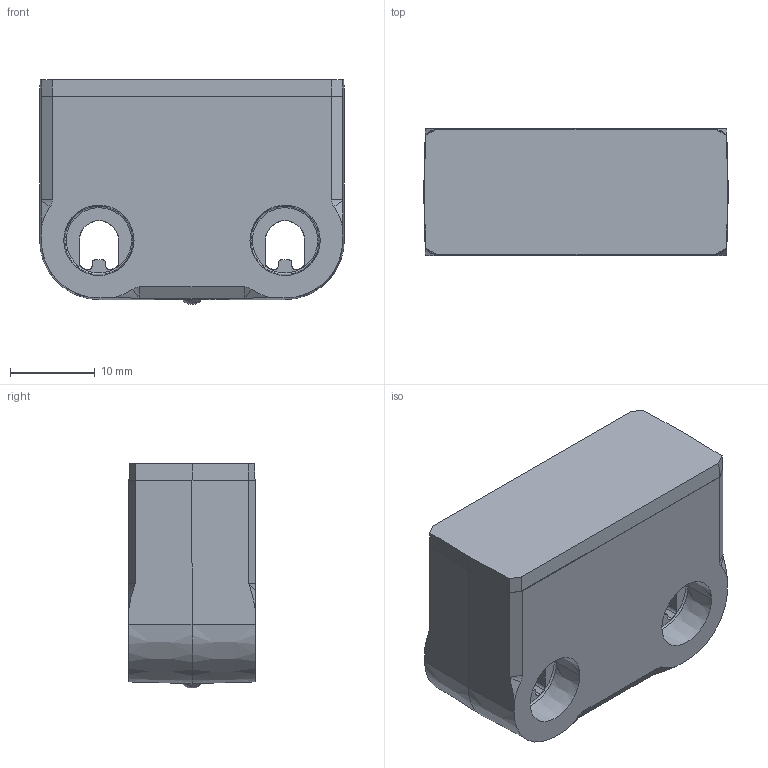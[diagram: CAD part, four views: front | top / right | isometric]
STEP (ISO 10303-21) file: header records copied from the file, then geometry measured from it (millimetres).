
FILE_DESCRIPTION((''),'2;1');
FILE_NAME('K-60700001_01','2023-08-30T11:09:45',('Michaela.Grimm'),(''),'CREO PARAMETRIC BY PTC INC, 2022124','CREO PARAMETRIC BY PTC INC, 2022124','');
FILE_SCHEMA(('AUTOMOTIVE_DESIGN { 1 0 10303 214 1 1 1 1 }'));
Length unit declared in the file: millimetre
Products named in the file (1): K-60700001_01
Bounding box: 36 x 15 x 26.58 mm (x, y, z)
Volume: 12387.6 mm3; surface area: 4089.2 mm2
Topology: 1 solids, 1 shells, 105 faces, 288 edges, 190 vertices
Faces by surface type: plane 42, cone 32, cylinder 14, torus 8, bspline 8, sphere 1
Entity records: 6203 total; most frequent: CARTESIAN_POINT 1470, ORIENTED_EDGE 576, DIRECTION 525, PRESENTATION_STYLE_ASSIGNMENT 391, STYLED_ITEM 290, CURVE_STYLE 289, EDGE_CURVE 288, AXIS2_PLACEMENT_3D 190
